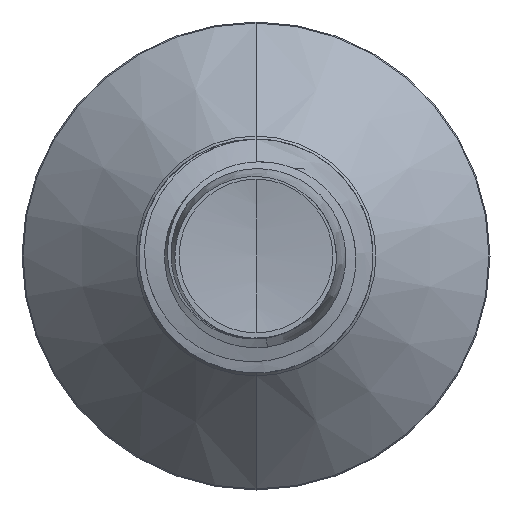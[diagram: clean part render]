
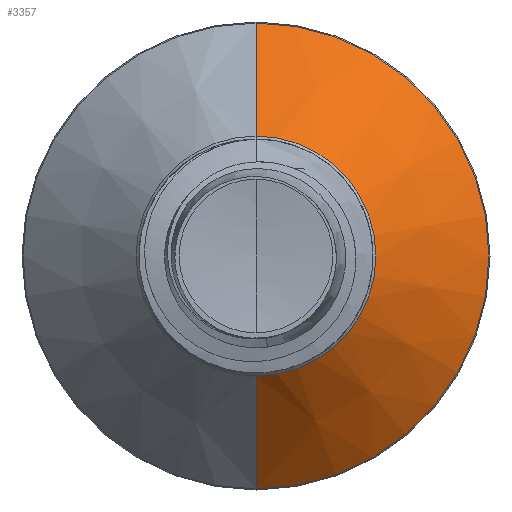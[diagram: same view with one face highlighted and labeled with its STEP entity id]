
A CAD part, front view. The second image highlights one B-rep face of the part: STEP entity #3357.
In plain terms, the highlighted conical face has half-angle 45 degrees and reference radius 2.563 mm.
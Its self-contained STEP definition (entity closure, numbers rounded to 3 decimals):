
#1267 = DIRECTION ( 'NONE',  ( 0., 1., 0. ) ) ;
#1854 = CARTESIAN_POINT ( 'NONE',  ( 0., 18.228, 4.978 ) ) ;
#2388 = ORIENTED_EDGE ( 'NONE', *, *, #29203, .T. ) ;
#2640 = EDGE_CURVE ( 'NONE', #21780, #6855, #6901, .T. ) ;
#3357 = ADVANCED_FACE ( 'NONE', ( #19233 ), #18368, .T. ) ;
#3991 = ORIENTED_EDGE ( 'NONE', *, *, #15673, .T. ) ;
#6855 = VERTEX_POINT ( 'NONE', #32026 ) ;
#6901 = CIRCLE ( 'NONE', #29205, 4.978 ) ;
#8246 = VERTEX_POINT ( 'NONE', #34499 ) ;
#9685 = CARTESIAN_POINT ( 'NONE',  ( 0., 15.813, 2.563 ) ) ;
#12103 = CARTESIAN_POINT ( 'NONE',  ( 0., 15.813, 2.563 ) ) ;
#14808 = EDGE_CURVE ( 'NONE', #20792, #21780, #17360, .T. ) ;
#15032 = CARTESIAN_POINT ( 'NONE',  ( 0., 18.228, 0. ) ) ;
#15673 = EDGE_CURVE ( 'NONE', #8246, #6855, #28809, .T. ) ;
#17185 = AXIS2_PLACEMENT_3D ( 'NONE', #31666, #26018, #25898 ) ;
#17360 = LINE ( 'NONE', #9685, #31460 ) ;
#17518 = AXIS2_PLACEMENT_3D ( 'NONE', #18177, #1267, #21001 ) ;
#17867 = DIRECTION ( 'NONE',  ( 0., 0., 1. ) ) ;
#18177 = CARTESIAN_POINT ( 'NONE',  ( 0., 15.813, 0. ) ) ;
#18368 = CONICAL_SURFACE ( 'NONE', #17185, 2.563, 0.785 ) ;
#19022 = CARTESIAN_POINT ( 'NONE',  ( 0., 15.813, -2.563 ) ) ;
#19233 = FACE_OUTER_BOUND ( 'NONE', #24419, .T. ) ;
#20792 = VERTEX_POINT ( 'NONE', #12103 ) ;
#21001 = DIRECTION ( 'NONE',  ( 0., 0., 1. ) ) ;
#21571 = CIRCLE ( 'NONE', #17518, 2.563 ) ;
#21780 = VERTEX_POINT ( 'NONE', #1854 ) ;
#21853 = DIRECTION ( 'NONE',  ( 0., 0.707, -0.707 ) ) ;
#24419 = EDGE_LOOP ( 'NONE', ( #2388, #3991, #25004, #25820 ) ) ;
#25004 = ORIENTED_EDGE ( 'NONE', *, *, #2640, .F. ) ;
#25820 = ORIENTED_EDGE ( 'NONE', *, *, #14808, .F. ) ;
#25898 = DIRECTION ( 'NONE',  ( 0., 0., 1. ) ) ;
#26018 = DIRECTION ( 'NONE',  ( 0., 1., 0. ) ) ;
#26564 = DIRECTION ( 'NONE',  ( 0., 0.707, 0.707 ) ) ;
#28809 = LINE ( 'NONE', #19022, #35406 ) ;
#29203 = EDGE_CURVE ( 'NONE', #20792, #8246, #21571, .T. ) ;
#29205 = AXIS2_PLACEMENT_3D ( 'NONE', #15032, #34723, #17867 ) ;
#31460 = VECTOR ( 'NONE', #26564, 1000. ) ;
#31666 = CARTESIAN_POINT ( 'NONE',  ( 0., 15.813, 0. ) ) ;
#32026 = CARTESIAN_POINT ( 'NONE',  ( 0., 18.228, -4.978 ) ) ;
#34499 = CARTESIAN_POINT ( 'NONE',  ( 0., 15.813, -2.563 ) ) ;
#34723 = DIRECTION ( 'NONE',  ( 0., 1., 0. ) ) ;
#35406 = VECTOR ( 'NONE', #21853, 1000. ) ;
